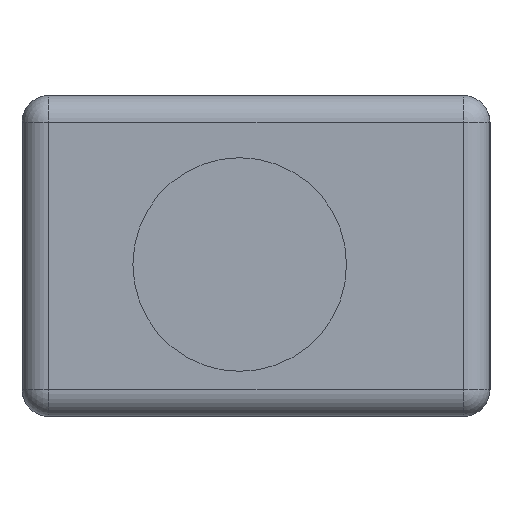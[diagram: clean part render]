
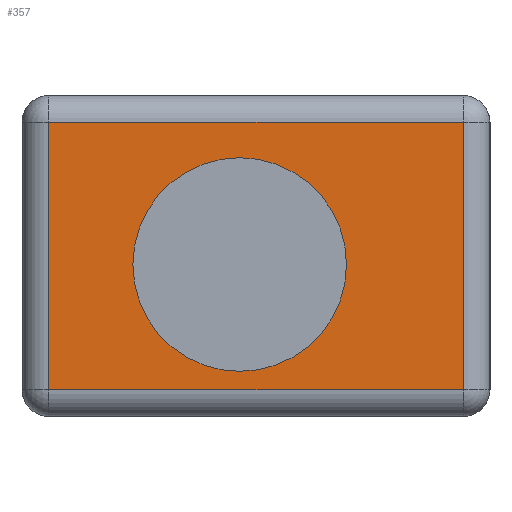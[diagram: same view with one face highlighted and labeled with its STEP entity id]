
A CAD part, left-side view. The second image highlights one B-rep face of the part: STEP entity #357.
In plain terms, the highlighted planar face has unit normal (-1, 0, 0).
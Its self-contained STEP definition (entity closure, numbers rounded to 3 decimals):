
#23=FACE_BOUND('',#61,.T.);
#24=PLANE('',#401);
#32=FACE_OUTER_BOUND('',#60,.T.);
#60=EDGE_LOOP('',(#245,#246,#247,#248));
#61=EDGE_LOOP('',(#249));
#89=LINE('',#597,#114);
#90=LINE('',#599,#115);
#91=LINE('',#601,#116);
#92=LINE('',#602,#117);
#114=VECTOR('',#463,1000.);
#115=VECTOR('',#464,1000.);
#116=VECTOR('',#465,1000.);
#117=VECTOR('',#466,1000.);
#138=CIRCLE('',#399,7.989);
#164=VERTEX_POINT('',#589);
#166=VERTEX_POINT('',#595);
#167=VERTEX_POINT('',#596);
#168=VERTEX_POINT('',#598);
#169=VERTEX_POINT('',#600);
#190=EDGE_CURVE('',#164,#164,#138,.T.);
#193=EDGE_CURVE('',#166,#167,#89,.T.);
#194=EDGE_CURVE('',#167,#168,#90,.T.);
#195=EDGE_CURVE('',#168,#169,#91,.T.);
#196=EDGE_CURVE('',#169,#166,#92,.T.);
#245=ORIENTED_EDGE('',*,*,#193,.T.);
#246=ORIENTED_EDGE('',*,*,#194,.T.);
#247=ORIENTED_EDGE('',*,*,#195,.T.);
#248=ORIENTED_EDGE('',*,*,#196,.T.);
#249=ORIENTED_EDGE('',*,*,#190,.F.);
#357=ADVANCED_FACE('',(#32,#23),#24,.F.);
#399=AXIS2_PLACEMENT_3D('',#590,#456,#457);
#401=AXIS2_PLACEMENT_3D('',#594,#461,#462);
#456=DIRECTION('center_axis',(-1.,0.,0.));
#457=DIRECTION('ref_axis',(0.,0.,-1.));
#461=DIRECTION('center_axis',(1.,0.,0.));
#462=DIRECTION('ref_axis',(0.,0.,-1.));
#463=DIRECTION('',(0.,0.,1.));
#464=DIRECTION('',(0.,1.,0.));
#465=DIRECTION('',(0.,0.,-1.));
#466=DIRECTION('',(0.,-1.,0.));
#589=CARTESIAN_POINT('',(-62.565,18.721,-3.458));
#590=CARTESIAN_POINT('Origin',(-62.565,18.721,-11.447));
#594=CARTESIAN_POINT('Origin',(-62.565,35.,-22.808));
#595=CARTESIAN_POINT('',(-62.565,2.,-20.808));
#596=CARTESIAN_POINT('',(-62.565,2.,-0.808));
#597=CARTESIAN_POINT('',(-62.565,2.,1.192));
#598=CARTESIAN_POINT('',(-62.565,33.,-0.808));
#599=CARTESIAN_POINT('',(-62.565,35.,-0.808));
#600=CARTESIAN_POINT('',(-62.565,33.,-20.808));
#601=CARTESIAN_POINT('',(-62.565,33.,-22.808));
#602=CARTESIAN_POINT('',(-62.565,35.,-20.808));
